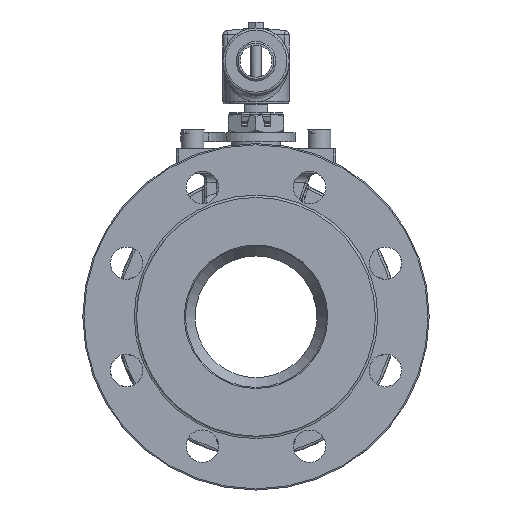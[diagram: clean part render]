
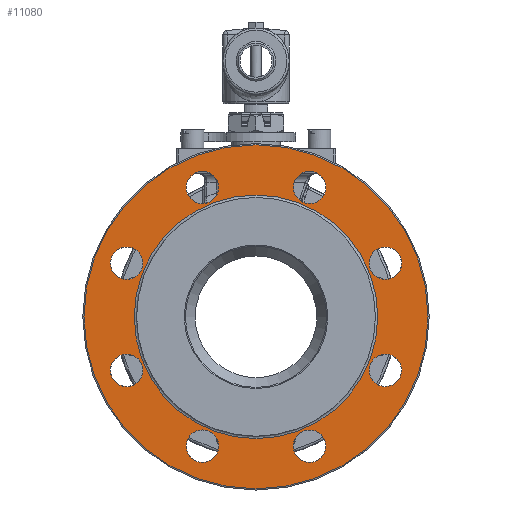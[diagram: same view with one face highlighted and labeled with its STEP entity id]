
A CAD part, left-side view. The second image highlights one B-rep face of the part: STEP entity #11080.
In plain terms, the highlighted planar face has unit normal (-1, 0, 0).
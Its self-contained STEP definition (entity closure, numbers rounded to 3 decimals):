
#1881=PLANE('',#11901);
#2239=FACE_BOUND('',#3216,.T.);
#2240=FACE_BOUND('',#3217,.T.);
#2241=FACE_BOUND('',#3218,.T.);
#2242=FACE_BOUND('',#3219,.T.);
#2243=FACE_BOUND('',#3220,.T.);
#2244=FACE_BOUND('',#3221,.T.);
#2245=FACE_BOUND('',#3222,.T.);
#2246=FACE_BOUND('',#3223,.T.);
#2247=FACE_BOUND('',#3224,.T.);
#2457=FACE_OUTER_BOUND('',#3215,.T.);
#3215=EDGE_LOOP('',(#7359));
#3216=EDGE_LOOP('',(#7360));
#3217=EDGE_LOOP('',(#7361));
#3218=EDGE_LOOP('',(#7362));
#3219=EDGE_LOOP('',(#7363));
#3220=EDGE_LOOP('',(#7364));
#3221=EDGE_LOOP('',(#7365));
#3222=EDGE_LOOP('',(#7366));
#3223=EDGE_LOOP('',(#7367));
#3224=EDGE_LOOP('',(#7368));
#4015=CIRCLE('',#11746,11.);
#4017=CIRCLE('',#11749,11.);
#4019=CIRCLE('',#11752,11.);
#4021=CIRCLE('',#11755,11.);
#4023=CIRCLE('',#11758,11.);
#4025=CIRCLE('',#11761,11.);
#4027=CIRCLE('',#11764,11.);
#4029=CIRCLE('',#11767,11.);
#4123=CIRCLE('',#11902,116.7);
#4124=CIRCLE('',#11903,82.6);
#4543=VERTEX_POINT('',#15713);
#4545=VERTEX_POINT('',#15718);
#4547=VERTEX_POINT('',#15723);
#4549=VERTEX_POINT('',#15728);
#4551=VERTEX_POINT('',#15733);
#4553=VERTEX_POINT('',#15738);
#4555=VERTEX_POINT('',#15743);
#4557=VERTEX_POINT('',#15748);
#4730=VERTEX_POINT('',#16649);
#4731=VERTEX_POINT('',#16651);
#5546=EDGE_CURVE('',#4543,#4543,#4015,.T.);
#5548=EDGE_CURVE('',#4545,#4545,#4017,.T.);
#5550=EDGE_CURVE('',#4547,#4547,#4019,.T.);
#5552=EDGE_CURVE('',#4549,#4549,#4021,.T.);
#5554=EDGE_CURVE('',#4551,#4551,#4023,.T.);
#5556=EDGE_CURVE('',#4553,#4553,#4025,.T.);
#5558=EDGE_CURVE('',#4555,#4555,#4027,.T.);
#5560=EDGE_CURVE('',#4557,#4557,#4029,.T.);
#5761=EDGE_CURVE('',#4730,#4730,#4123,.T.);
#5762=EDGE_CURVE('',#4731,#4731,#4124,.T.);
#7359=ORIENTED_EDGE('',*,*,#5761,.F.);
#7360=ORIENTED_EDGE('',*,*,#5546,.T.);
#7361=ORIENTED_EDGE('',*,*,#5548,.T.);
#7362=ORIENTED_EDGE('',*,*,#5550,.T.);
#7363=ORIENTED_EDGE('',*,*,#5552,.T.);
#7364=ORIENTED_EDGE('',*,*,#5554,.T.);
#7365=ORIENTED_EDGE('',*,*,#5556,.T.);
#7366=ORIENTED_EDGE('',*,*,#5558,.T.);
#7367=ORIENTED_EDGE('',*,*,#5560,.T.);
#7368=ORIENTED_EDGE('',*,*,#5762,.F.);
#11080=ADVANCED_FACE('',(#2457,#2239,#2240,#2241,#2242,#2243,#2244,#2245,
#2246,#2247),#1881,.F.);
#11746=AXIS2_PLACEMENT_3D('',#15714,#12884,#12885);
#11749=AXIS2_PLACEMENT_3D('',#15719,#12890,#12891);
#11752=AXIS2_PLACEMENT_3D('',#15724,#12896,#12897);
#11755=AXIS2_PLACEMENT_3D('',#15729,#12902,#12903);
#11758=AXIS2_PLACEMENT_3D('',#15734,#12908,#12909);
#11761=AXIS2_PLACEMENT_3D('',#15739,#12914,#12915);
#11764=AXIS2_PLACEMENT_3D('',#15744,#12920,#12921);
#11767=AXIS2_PLACEMENT_3D('',#15749,#12926,#12927);
#11901=AXIS2_PLACEMENT_3D('',#16648,#13255,#13256);
#11902=AXIS2_PLACEMENT_3D('',#16650,#13257,#13258);
#11903=AXIS2_PLACEMENT_3D('',#16652,#13259,#13260);
#12884=DIRECTION('center_axis',(1.,0.,0.));
#12885=DIRECTION('ref_axis',(0.,0.707,0.707));
#12890=DIRECTION('center_axis',(1.,0.,0.));
#12891=DIRECTION('ref_axis',(0.,1.,0.));
#12896=DIRECTION('center_axis',(1.,0.,0.));
#12897=DIRECTION('ref_axis',(0.,0.707,-0.707));
#12902=DIRECTION('center_axis',(1.,0.,0.));
#12903=DIRECTION('ref_axis',(0.,0.,-1.));
#12908=DIRECTION('center_axis',(1.,0.,0.));
#12909=DIRECTION('ref_axis',(0.,-0.707,-0.707));
#12914=DIRECTION('center_axis',(1.,0.,0.));
#12915=DIRECTION('ref_axis',(0.,-1.,0.));
#12920=DIRECTION('center_axis',(1.,0.,0.));
#12921=DIRECTION('ref_axis',(0.,-0.707,0.707));
#12926=DIRECTION('center_axis',(1.,0.,0.));
#12927=DIRECTION('ref_axis',(0.,0.,1.));
#13255=DIRECTION('center_axis',(1.,0.,0.));
#13256=DIRECTION('ref_axis',(0.,0.,-1.));
#13257=DIRECTION('center_axis',(1.,0.,0.));
#13258=DIRECTION('ref_axis',(0.,0.,-1.));
#13259=DIRECTION('center_axis',(-1.,0.,0.));
#13260=DIRECTION('ref_axis',(0.,0.,-1.));
#15713=CARTESIAN_POINT('',(-82.475,44.133,95.547));
#15714=CARTESIAN_POINT('Origin',(-82.475,36.355,87.769));
#15718=CARTESIAN_POINT('',(-82.475,98.769,36.355));
#15719=CARTESIAN_POINT('Origin',(-82.475,87.769,36.355));
#15723=CARTESIAN_POINT('',(-82.475,95.547,-44.133));
#15724=CARTESIAN_POINT('Origin',(-82.475,87.769,-36.355));
#15728=CARTESIAN_POINT('',(-82.475,36.355,-98.769));
#15729=CARTESIAN_POINT('Origin',(-82.475,36.355,-87.769));
#15733=CARTESIAN_POINT('',(-82.475,-44.133,-95.547));
#15734=CARTESIAN_POINT('Origin',(-82.475,-36.355,-87.769));
#15738=CARTESIAN_POINT('',(-82.475,-98.769,-36.355));
#15739=CARTESIAN_POINT('Origin',(-82.475,-87.769,-36.355));
#15743=CARTESIAN_POINT('',(-82.475,-95.547,44.133));
#15744=CARTESIAN_POINT('Origin',(-82.475,-87.769,36.355));
#15748=CARTESIAN_POINT('',(-82.475,-36.355,98.769));
#15749=CARTESIAN_POINT('Origin',(-82.475,-36.355,87.769));
#16648=CARTESIAN_POINT('Origin',(-82.475,0.,99.25));
#16649=CARTESIAN_POINT('',(-82.475,0.,116.7));
#16650=CARTESIAN_POINT('Origin',(-82.475,0.,0.));
#16651=CARTESIAN_POINT('',(-82.475,0.,82.6));
#16652=CARTESIAN_POINT('Origin',(-82.475,0.,0.));
